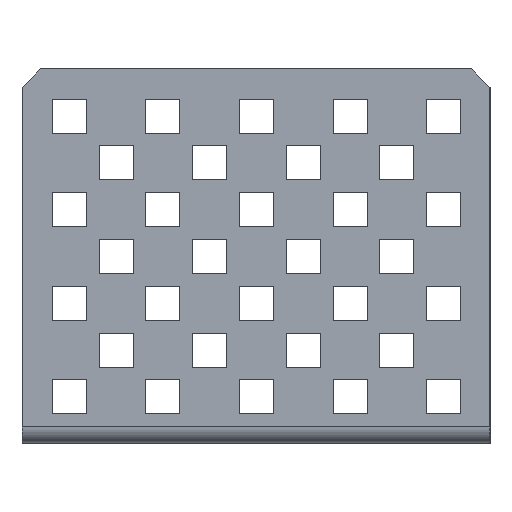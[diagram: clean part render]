
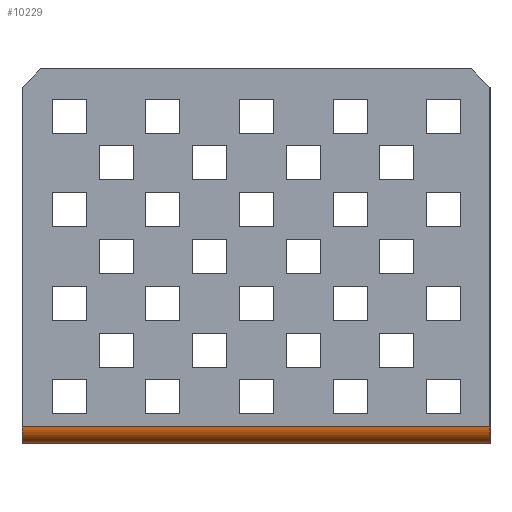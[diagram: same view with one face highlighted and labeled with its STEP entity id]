
A CAD part, left-side view. The second image highlights one B-rep face of the part: STEP entity #10229.
In plain terms, the highlighted cylindrical face has radius 2.235 mm (diameter 4.47 mm), a partial arc.
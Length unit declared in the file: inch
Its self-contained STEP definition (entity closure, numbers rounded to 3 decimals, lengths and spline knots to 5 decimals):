
#916=CYLINDRICAL_SURFACE('',#10699,0.088);
#921=CIRCLE('',#10695,0.088);
#923=CIRCLE('',#10698,0.088);
#1249=FACE_OUTER_BOUND('',#1777,.T.);
#1777=EDGE_LOOP('',(#7501,#7502,#7503,#7504));
#2520=LINE('',#14028,#3828);
#2687=LINE('',#14370,#3995);
#3828=VECTOR('',#11433,2.5);
#3995=VECTOR('',#11614,2.5);
#4964=VERTEX_POINT('',#13683);
#4967=VERTEX_POINT('',#13690);
#5298=VERTEX_POINT('',#14359);
#5300=VERTEX_POINT('',#14366);
#6008=EDGE_CURVE('',#4964,#4967,#2520,.T.);
#6175=EDGE_CURVE('',#4967,#5298,#921,.T.);
#6178=EDGE_CURVE('',#5300,#4964,#923,.T.);
#6179=EDGE_CURVE('',#5300,#5298,#2687,.T.);
#7501=ORIENTED_EDGE('',*,*,#6008,.F.);
#7502=ORIENTED_EDGE('',*,*,#6178,.F.);
#7503=ORIENTED_EDGE('',*,*,#6179,.T.);
#7504=ORIENTED_EDGE('',*,*,#6175,.F.);
#10229=ADVANCED_FACE('',(#1249),#916,.T.);
#10695=AXIS2_PLACEMENT_3D('',#14362,#11603,#11604);
#10698=AXIS2_PLACEMENT_3D('',#14368,#11610,#11611);
#10699=AXIS2_PLACEMENT_3D('',#14369,#11612,#11613);
#11433=DIRECTION('',(0.,1.,0.));
#11603=DIRECTION('center_axis',(0.,1.,0.));
#11604=DIRECTION('ref_axis',(0.,0.,-1.));
#11610=DIRECTION('center_axis',(0.,-1.,0.));
#11611=DIRECTION('ref_axis',(0.,0.,-1.));
#11612=DIRECTION('center_axis',(0.,-1.,0.));
#11613=DIRECTION('ref_axis',(-1.,0.,0.));
#11614=DIRECTION('',(0.,1.,0.));
#13683=CARTESIAN_POINT('',(-1.167,-1.25,0.));
#13690=CARTESIAN_POINT('',(-1.167,1.25,0.));
#14028=CARTESIAN_POINT('',(-1.167,-1.25,0.));
#14359=CARTESIAN_POINT('',(-1.255,1.25,0.088));
#14362=CARTESIAN_POINT('Origin',(-1.167,1.25,0.088));
#14366=CARTESIAN_POINT('',(-1.255,-1.25,0.088));
#14368=CARTESIAN_POINT('Origin',(-1.167,-1.25,0.088));
#14369=CARTESIAN_POINT('Origin',(-1.167,-1.25,0.088));
#14370=CARTESIAN_POINT('',(-1.255,-1.25,0.088));
